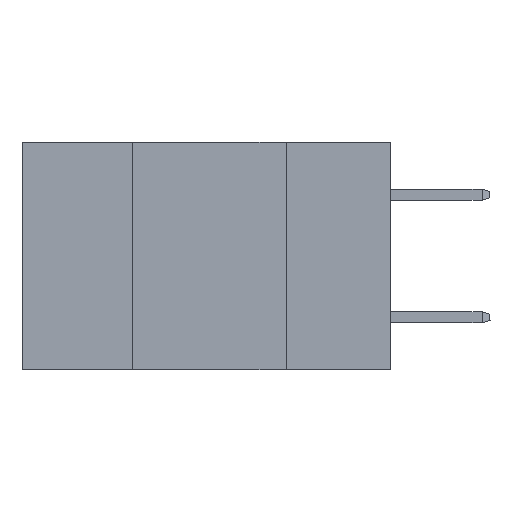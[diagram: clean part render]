
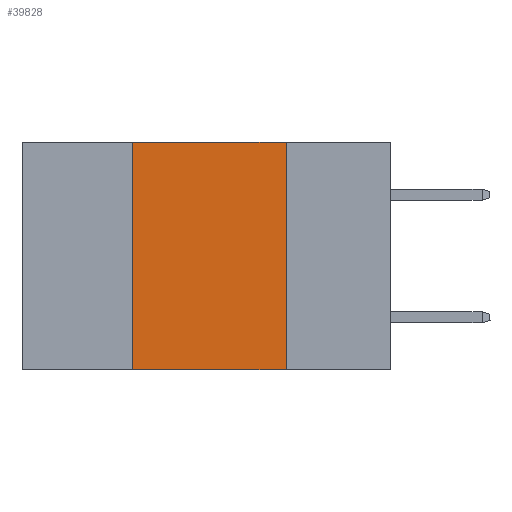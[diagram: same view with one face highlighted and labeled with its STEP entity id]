
A CAD part, left-side view. The second image highlights one B-rep face of the part: STEP entity #39828.
In plain terms, the highlighted planar face has unit normal (-1, 0, 0).
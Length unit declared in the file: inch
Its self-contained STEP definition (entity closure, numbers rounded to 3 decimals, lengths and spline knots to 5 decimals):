
#2046 = LINE ( 'NONE', #13466, #13454 ) ;
#2884 = ORIENTED_EDGE ( 'NONE', *, *, #37267, .T. ) ;
#3391 = ORIENTED_EDGE ( 'NONE', *, *, #40866, .F. ) ;
#5585 = LINE ( 'NONE', #8388, #23921 ) ;
#5794 = CARTESIAN_POINT ( 'NONE',  ( 0., 0.42, 0. ) ) ;
#6818 = DIRECTION ( 'NONE',  ( 0., -1., 0. ) ) ;
#8388 = CARTESIAN_POINT ( 'NONE',  ( 0., 0.6, 0. ) ) ;
#9578 = VERTEX_POINT ( 'NONE', #24253 ) ;
#11757 = ORIENTED_EDGE ( 'NONE', *, *, #14213, .F. ) ;
#12793 = VECTOR ( 'NONE', #28891, 39.37008 ) ;
#13158 = DIRECTION ( 'NONE',  ( 0., 0., -1. ) ) ;
#13441 = PLANE ( 'NONE',  #19850 ) ;
#13454 = VECTOR ( 'NONE', #6818, 39.37008 ) ;
#13466 = CARTESIAN_POINT ( 'NONE',  ( 0., 0.6, -0.37 ) ) ;
#14213 = EDGE_CURVE ( 'NONE', #23357, #17669, #25091, .T. ) ;
#14355 = DIRECTION ( 'NONE',  ( 0., -1., 0. ) ) ;
#15750 = VERTEX_POINT ( 'NONE', #34889 ) ;
#15910 = CARTESIAN_POINT ( 'NONE',  ( 0., 0.17, 0. ) ) ;
#16892 = ORIENTED_EDGE ( 'NONE', *, *, #32791, .F. ) ;
#17669 = VERTEX_POINT ( 'NONE', #5794 ) ;
#18549 = FACE_OUTER_BOUND ( 'NONE', #24123, .T. ) ;
#19850 = AXIS2_PLACEMENT_3D ( 'NONE', #35282, #29065, #13158 ) ;
#23357 = VERTEX_POINT ( 'NONE', #27124 ) ;
#23921 = VECTOR ( 'NONE', #14355, 39.37008 ) ;
#24123 = EDGE_LOOP ( 'NONE', ( #16892, #3391, #11757, #2884 ) ) ;
#24253 = CARTESIAN_POINT ( 'NONE',  ( 0., 0.17, -0.37 ) ) ;
#24898 = CARTESIAN_POINT ( 'NONE',  ( 0., 0.42, 0. ) ) ;
#25091 = LINE ( 'NONE', #24898, #32989 ) ;
#27124 = CARTESIAN_POINT ( 'NONE',  ( 0., 0.42, -0.37 ) ) ;
#28891 = DIRECTION ( 'NONE',  ( 0., 0., -1. ) ) ;
#29065 = DIRECTION ( 'NONE',  ( 1., 0., 0. ) ) ;
#32791 = EDGE_CURVE ( 'NONE', #15750, #9578, #39092, .T. ) ;
#32989 = VECTOR ( 'NONE', #40547, 39.37008 ) ;
#34889 = CARTESIAN_POINT ( 'NONE',  ( 0., 0.17, 0. ) ) ;
#35282 = CARTESIAN_POINT ( 'NONE',  ( 0., 0.6, 0. ) ) ;
#37267 = EDGE_CURVE ( 'NONE', #23357, #9578, #2046, .T. ) ;
#39092 = LINE ( 'NONE', #15910, #12793 ) ;
#39828 = ADVANCED_FACE ( 'NONE', ( #18549 ), #13441, .F. ) ;
#40547 = DIRECTION ( 'NONE',  ( 0., 0., 1. ) ) ;
#40866 = EDGE_CURVE ( 'NONE', #17669, #15750, #5585, .T. ) ;
